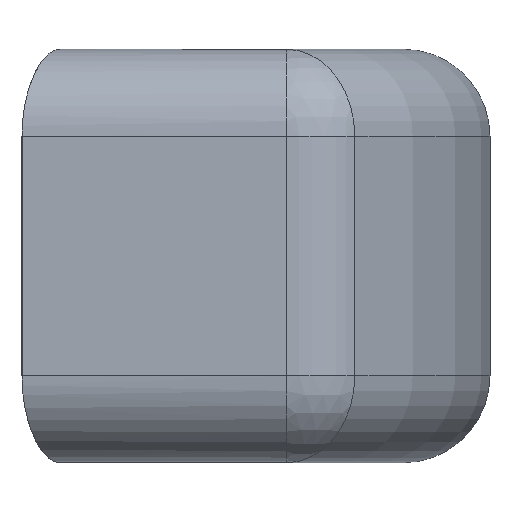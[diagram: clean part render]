
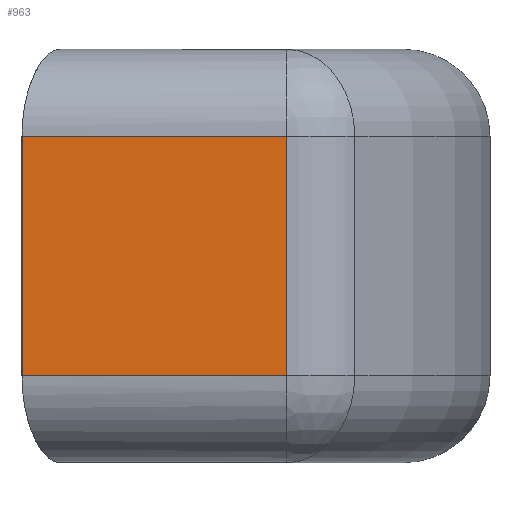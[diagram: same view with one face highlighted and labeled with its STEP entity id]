
A CAD part, left-side view. The second image highlights one B-rep face of the part: STEP entity #963.
In plain terms, the highlighted planar face has unit normal (-1, 0, 0).
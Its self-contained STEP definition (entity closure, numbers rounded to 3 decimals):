
#18 = ORIENTED_EDGE ( 'NONE', *, *, #1535, .T. ) ;
#88 = ORIENTED_EDGE ( 'NONE', *, *, #1197, .T. ) ;
#110 = DIRECTION ( 'NONE',  ( 0., -1., 0. ) ) ;
#118 = LINE ( 'NONE', #956, #1024 ) ;
#204 = VECTOR ( 'NONE', #110, 1000. ) ;
#234 = VERTEX_POINT ( 'NONE', #1745 ) ;
#268 = DIRECTION ( 'NONE',  ( 0., 1., 0. ) ) ;
#275 = EDGE_LOOP ( 'NONE', ( #579, #18, #808, #88 ) ) ;
#456 = CARTESIAN_POINT ( 'NONE',  ( -57., 35., -12.5 ) ) ;
#487 = CARTESIAN_POINT ( 'NONE',  ( -57., 10.721, -15.5 ) ) ;
#489 = PLANE ( 'NONE',  #1202 ) ;
#567 = VECTOR ( 'NONE', #1429, 1000. ) ;
#579 = ORIENTED_EDGE ( 'NONE', *, *, #1688, .F. ) ;
#608 = LINE ( 'NONE', #921, #204 ) ;
#650 = LINE ( 'NONE', #487, #567 ) ;
#779 = VERTEX_POINT ( 'NONE', #456 ) ;
#808 = ORIENTED_EDGE ( 'NONE', *, *, #1451, .T. ) ;
#892 = CARTESIAN_POINT ( 'NONE',  ( -57., 10.721, -12.5 ) ) ;
#921 = CARTESIAN_POINT ( 'NONE',  ( -57., 7., -12.5 ) ) ;
#956 = CARTESIAN_POINT ( 'NONE',  ( -57., 20., 9.5 ) ) ;
#963 = ADVANCED_FACE ( 'NONE', ( #1319 ), #489, .T. ) ;
#999 = CARTESIAN_POINT ( 'NONE',  ( -57., 10.721, 9.5 ) ) ;
#1024 = VECTOR ( 'NONE', #268, 1000. ) ;
#1042 = VECTOR ( 'NONE', #1656, 1000. ) ;
#1197 = EDGE_CURVE ( 'NONE', #1283, #234, #118, .T. ) ;
#1202 = AXIS2_PLACEMENT_3D ( 'NONE', #1301, #1560, #1443 ) ;
#1250 = CARTESIAN_POINT ( 'NONE',  ( -57., 35., -20.5 ) ) ;
#1283 = VERTEX_POINT ( 'NONE', #999 ) ;
#1301 = CARTESIAN_POINT ( 'NONE',  ( -57., 20., -15.5 ) ) ;
#1319 = FACE_OUTER_BOUND ( 'NONE', #275, .T. ) ;
#1395 = VERTEX_POINT ( 'NONE', #892 ) ;
#1429 = DIRECTION ( 'NONE',  ( 0., 0., 1. ) ) ;
#1443 = DIRECTION ( 'NONE',  ( 0., 0., 1. ) ) ;
#1451 = EDGE_CURVE ( 'NONE', #1395, #1283, #650, .T. ) ;
#1535 = EDGE_CURVE ( 'NONE', #779, #1395, #608, .T. ) ;
#1560 = DIRECTION ( 'NONE',  ( -1., 0., 0. ) ) ;
#1656 = DIRECTION ( 'NONE',  ( 0., 0., 1. ) ) ;
#1678 = LINE ( 'NONE', #1250, #1042 ) ;
#1688 = EDGE_CURVE ( 'NONE', #779, #234, #1678, .T. ) ;
#1745 = CARTESIAN_POINT ( 'NONE',  ( -57., 35., 9.5 ) ) ;
